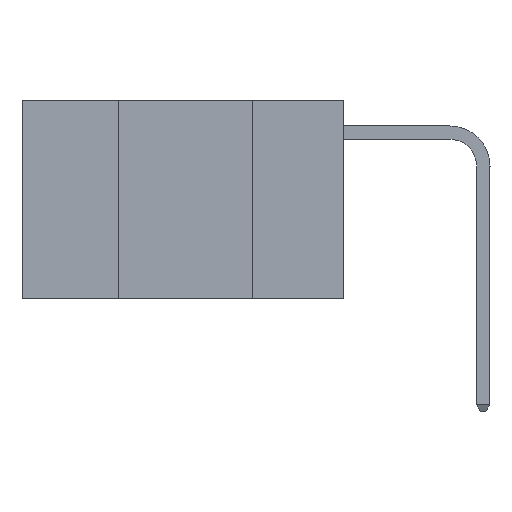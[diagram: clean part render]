
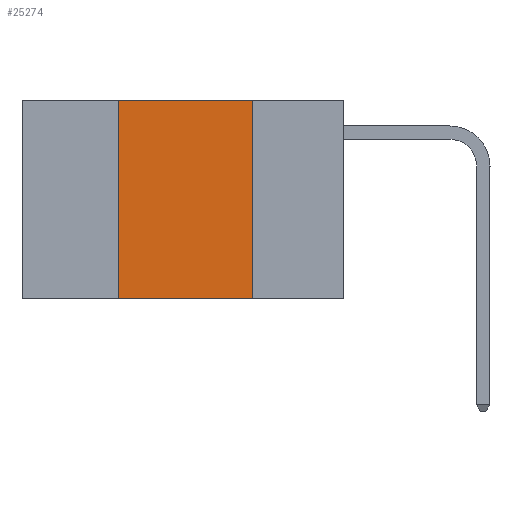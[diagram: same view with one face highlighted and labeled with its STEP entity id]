
A CAD part, left-side view. The second image highlights one B-rep face of the part: STEP entity #25274.
In plain terms, the highlighted planar face has unit normal (-1, 0, 0).
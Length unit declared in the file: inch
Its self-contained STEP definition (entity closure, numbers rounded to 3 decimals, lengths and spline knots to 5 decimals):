
#1276 = DIRECTION ( 'NONE',  ( 1., 0., 0. ) ) ;
#1487 = FACE_OUTER_BOUND ( 'NONE', #23013, .T. ) ;
#1773 = VERTEX_POINT ( 'NONE', #17321 ) ;
#1924 = EDGE_CURVE ( 'NONE', #25508, #1773, #22863, .T. ) ;
#2442 = CARTESIAN_POINT ( 'NONE',  ( 0., 0.6, 0. ) ) ;
#2755 = CARTESIAN_POINT ( 'NONE',  ( 0., 0.17, 0. ) ) ;
#4325 = LINE ( 'NONE', #8994, #16149 ) ;
#7790 = VERTEX_POINT ( 'NONE', #25810 ) ;
#8994 = CARTESIAN_POINT ( 'NONE',  ( 0., 0.6, -0.37 ) ) ;
#10936 = CARTESIAN_POINT ( 'NONE',  ( 0., 0.42, 0. ) ) ;
#11913 = LINE ( 'NONE', #2755, #28112 ) ;
#12400 = PLANE ( 'NONE',  #25862 ) ;
#12711 = CARTESIAN_POINT ( 'NONE',  ( 0., 0.42, 0. ) ) ;
#14588 = CARTESIAN_POINT ( 'NONE',  ( 0., 0.6, 0. ) ) ;
#14918 = DIRECTION ( 'NONE',  ( 0., 0., 1. ) ) ;
#16149 = VECTOR ( 'NONE', #22224, 39.37008 ) ;
#16216 = VECTOR ( 'NONE', #14918, 39.37008 ) ;
#16468 = EDGE_CURVE ( 'NONE', #27169, #7790, #4325, .T. ) ;
#16832 = DIRECTION ( 'NONE',  ( 0., 0., -1. ) ) ;
#17321 = CARTESIAN_POINT ( 'NONE',  ( 0., 0.17, 0. ) ) ;
#17664 = VECTOR ( 'NONE', #17975, 39.37008 ) ;
#17938 = EDGE_CURVE ( 'NONE', #1773, #7790, #11913, .T. ) ;
#17975 = DIRECTION ( 'NONE',  ( 0., -1., 0. ) ) ;
#19213 = ORIENTED_EDGE ( 'NONE', *, *, #17938, .F. ) ;
#19755 = ORIENTED_EDGE ( 'NONE', *, *, #1924, .F. ) ;
#19842 = ORIENTED_EDGE ( 'NONE', *, *, #23873, .F. ) ;
#19869 = ORIENTED_EDGE ( 'NONE', *, *, #16468, .T. ) ;
#22075 = LINE ( 'NONE', #12711, #16216 ) ;
#22224 = DIRECTION ( 'NONE',  ( 0., -1., 0. ) ) ;
#22735 = DIRECTION ( 'NONE',  ( 0., 0., -1. ) ) ;
#22863 = LINE ( 'NONE', #2442, #17664 ) ;
#23013 = EDGE_LOOP ( 'NONE', ( #19213, #19755, #19842, #19869 ) ) ;
#23606 = CARTESIAN_POINT ( 'NONE',  ( 0., 0.42, -0.37 ) ) ;
#23873 = EDGE_CURVE ( 'NONE', #27169, #25508, #22075, .T. ) ;
#25274 = ADVANCED_FACE ( 'NONE', ( #1487 ), #12400, .F. ) ;
#25508 = VERTEX_POINT ( 'NONE', #10936 ) ;
#25810 = CARTESIAN_POINT ( 'NONE',  ( 0., 0.17, -0.37 ) ) ;
#25862 = AXIS2_PLACEMENT_3D ( 'NONE', #14588, #1276, #16832 ) ;
#27169 = VERTEX_POINT ( 'NONE', #23606 ) ;
#28112 = VECTOR ( 'NONE', #22735, 39.37008 ) ;
